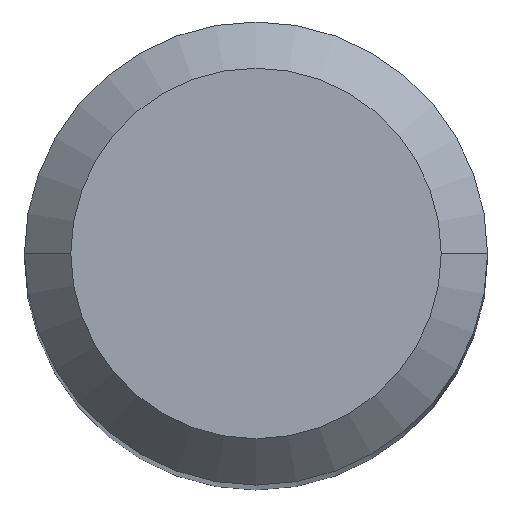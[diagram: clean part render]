
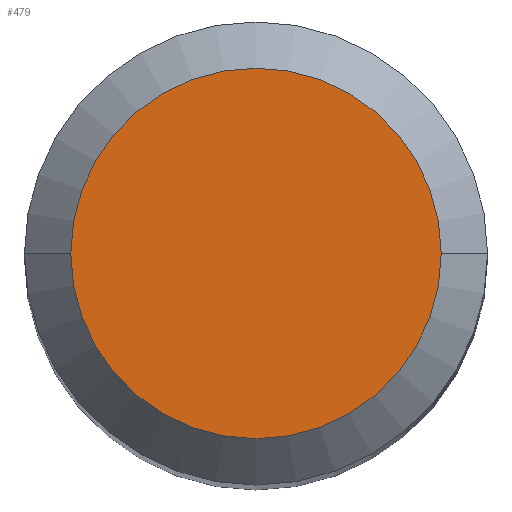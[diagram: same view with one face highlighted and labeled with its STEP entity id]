
A CAD part, top view. The second image highlights one B-rep face of the part: STEP entity #479.
In plain terms, the highlighted planar face has unit normal (0, 0, 1).
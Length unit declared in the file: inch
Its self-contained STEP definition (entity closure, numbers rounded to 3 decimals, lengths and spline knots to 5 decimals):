
#15 = PLANE ( 'NONE',  #110 ) ;
#24 = CARTESIAN_POINT ( 'NONE',  ( 0.09448, 0., 0. ) ) ;
#61 = VERTEX_POINT ( 'NONE', #226 ) ;
#62 = DIRECTION ( 'NONE',  ( 1., 0., 0. ) ) ;
#79 = CARTESIAN_POINT ( 'NONE',  ( 0., 0., 0. ) ) ;
#93 = AXIS2_PLACEMENT_3D ( 'NONE', #79, #384, #460 ) ;
#98 = ORIENTED_EDGE ( 'NONE', *, *, #112, .T. ) ;
#110 = AXIS2_PLACEMENT_3D ( 'NONE', #170, #325, #133 ) ;
#112 = EDGE_CURVE ( 'NONE', #122, #61, #440, .T. ) ;
#120 = EDGE_LOOP ( 'NONE', ( #169, #98 ) ) ;
#122 = VERTEX_POINT ( 'NONE', #24 ) ;
#133 = DIRECTION ( 'NONE',  ( -1., 0., 0. ) ) ;
#169 = ORIENTED_EDGE ( 'NONE', *, *, #208, .T. ) ;
#170 = CARTESIAN_POINT ( 'NONE',  ( 0., 0., 0. ) ) ;
#208 = EDGE_CURVE ( 'NONE', #61, #122, #263, .T. ) ;
#226 = CARTESIAN_POINT ( 'NONE',  ( -0.09448, 0., 0. ) ) ;
#229 = AXIS2_PLACEMENT_3D ( 'NONE', #443, #407, #62 ) ;
#263 = CIRCLE ( 'NONE', #93, 0.09448 ) ;
#325 = DIRECTION ( 'NONE',  ( 0., 0., -1. ) ) ;
#359 = FACE_OUTER_BOUND ( 'NONE', #120, .T. ) ;
#384 = DIRECTION ( 'NONE',  ( 0., 0., 1. ) ) ;
#407 = DIRECTION ( 'NONE',  ( 0., 0., 1. ) ) ;
#440 = CIRCLE ( 'NONE', #229, 0.09448 ) ;
#443 = CARTESIAN_POINT ( 'NONE',  ( 0., 0., 0. ) ) ;
#460 = DIRECTION ( 'NONE',  ( 1., 0., 0. ) ) ;
#479 = ADVANCED_FACE ( 'NONE', ( #359 ), #15, .F. ) ;
